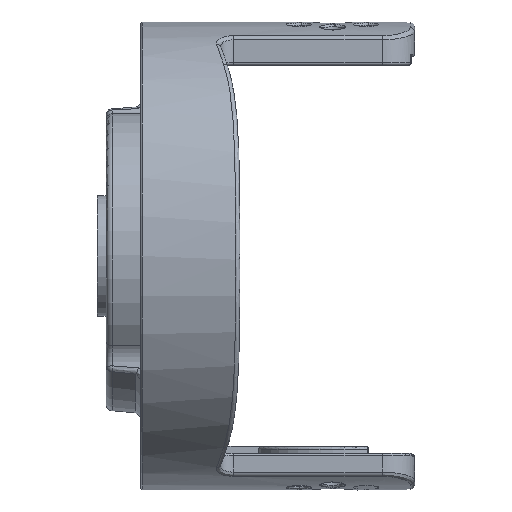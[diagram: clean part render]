
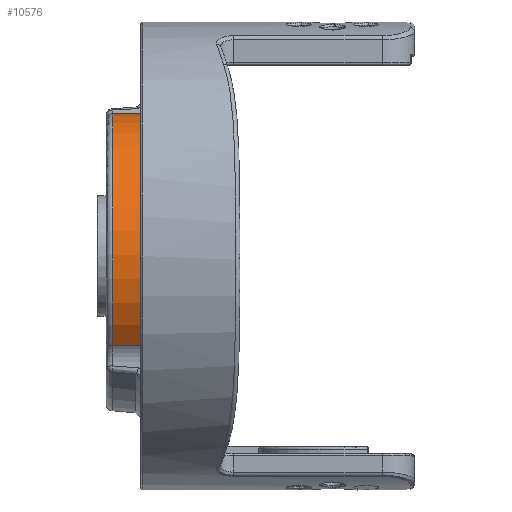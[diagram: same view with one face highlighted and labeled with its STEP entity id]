
A CAD part, left-side view. The second image highlights one B-rep face of the part: STEP entity #10576.
In plain terms, the highlighted cylindrical face has radius 33 mm (diameter 66 mm), a partial arc.
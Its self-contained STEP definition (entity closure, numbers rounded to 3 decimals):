
#1118=FACE_OUTER_BOUND('',#1860,.T.);
#1860=EDGE_LOOP('',(#9179,#9180,#9181,#9182));
#2036=LINE('',#19672,#2643);
#2039=LINE('',#19708,#2646);
#2643=VECTOR('',#12114,1000.);
#2646=VECTOR('',#12127,1000.);
#3619=CIRCLE('',#10810,33.);
#3621=CIRCLE('',#10813,33.);
#4255=VERTEX_POINT('',#19601);
#4256=VERTEX_POINT('',#19603);
#4257=VERTEX_POINT('',#19607);
#4258=VERTEX_POINT('',#19608);
#5312=EDGE_CURVE('',#4256,#4255,#3619,.T.);
#5314=EDGE_CURVE('',#4257,#4258,#3621,.T.);
#5340=EDGE_CURVE('',#4257,#4255,#2036,.T.);
#5349=EDGE_CURVE('',#4258,#4256,#2039,.T.);
#9179=ORIENTED_EDGE('',*,*,#5349,.T.);
#9180=ORIENTED_EDGE('',*,*,#5312,.T.);
#9181=ORIENTED_EDGE('',*,*,#5340,.F.);
#9182=ORIENTED_EDGE('',*,*,#5314,.T.);
#10109=CYLINDRICAL_SURFACE('',#11772,33.);
#10576=ADVANCED_FACE('',(#1118),#10109,.T.);
#10810=AXIS2_PLACEMENT_3D('',#19604,#12053,#12054);
#10813=AXIS2_PLACEMENT_3D('',#19609,#12059,#12060);
#11772=AXIS2_PLACEMENT_3D('',#30500,#14480,#14481);
#12053=DIRECTION('center_axis',(0.,1.,0.));
#12054=DIRECTION('ref_axis',(0.,0.,1.));
#12059=DIRECTION('center_axis',(0.,-1.,0.));
#12060=DIRECTION('ref_axis',(0.,0.,1.));
#12114=DIRECTION('',(0.,-1.,0.));
#12127=DIRECTION('',(0.,-1.,0.));
#14480=DIRECTION('center_axis',(0.,-1.,0.));
#14481=DIRECTION('ref_axis',(0.,0.,-1.));
#19601=CARTESIAN_POINT('',(35.162,321.551,48.858));
#19603=CARTESIAN_POINT('',(4.354,321.551,-4.504));
#19604=CARTESIAN_POINT('Origin',(30.,321.551,16.264));
#19607=CARTESIAN_POINT('',(35.162,342.051,48.858));
#19608=CARTESIAN_POINT('',(4.354,342.051,-4.504));
#19609=CARTESIAN_POINT('Origin',(30.,342.051,16.264));
#19672=CARTESIAN_POINT('',(35.162,357.551,48.858));
#19708=CARTESIAN_POINT('',(4.354,357.551,-4.504));
#30500=CARTESIAN_POINT('Origin',(30.,357.551,16.264));
